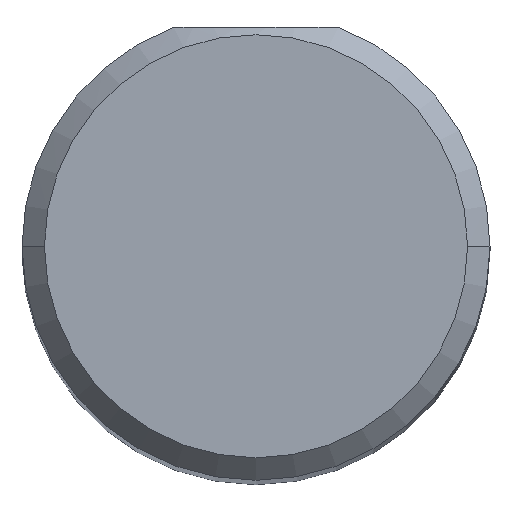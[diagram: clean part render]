
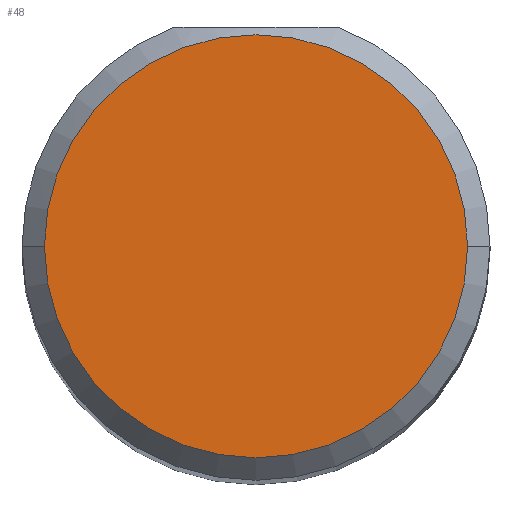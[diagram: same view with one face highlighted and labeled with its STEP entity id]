
A CAD part, top view. The second image highlights one B-rep face of the part: STEP entity #48.
In plain terms, the highlighted planar face has unit normal (0, 0, 1).
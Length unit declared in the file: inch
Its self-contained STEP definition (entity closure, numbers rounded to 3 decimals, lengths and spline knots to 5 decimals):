
#21 = DIRECTION ( 'NONE',  ( -1., 0., 0. ) ) ;
#23 = CARTESIAN_POINT ( 'NONE',  ( 0.625, 0., 2.5 ) ) ;
#30 = AXIS2_PLACEMENT_3D ( 'NONE', #179, #98, #351 ) ;
#33 = CIRCLE ( 'NONE', #166, 0.14125 ) ;
#48 = ADVANCED_FACE ( 'NONE', ( #391 ), #381, .T. ) ;
#98 = DIRECTION ( 'NONE',  ( 0., 0., 1. ) ) ;
#99 = CARTESIAN_POINT ( 'NONE',  ( 0.48375, 0., 2.5 ) ) ;
#106 = DIRECTION ( 'NONE',  ( -1., 0., 0. ) ) ;
#108 = EDGE_LOOP ( 'NONE', ( #386, #226 ) ) ;
#166 = AXIS2_PLACEMENT_3D ( 'NONE', #23, #409, #21 ) ;
#179 = CARTESIAN_POINT ( 'NONE',  ( 0.625, 0., 2.5 ) ) ;
#226 = ORIENTED_EDGE ( 'NONE', *, *, #482, .F. ) ;
#232 = DIRECTION ( 'NONE',  ( 0., 0., -1. ) ) ;
#337 = VERTEX_POINT ( 'NONE', #441 ) ;
#339 = VERTEX_POINT ( 'NONE', #99 ) ;
#351 = DIRECTION ( 'NONE',  ( -1., 0., 0. ) ) ;
#381 = PLANE ( 'NONE',  #30 ) ;
#384 = EDGE_CURVE ( 'NONE', #337, #339, #530, .T. ) ;
#386 = ORIENTED_EDGE ( 'NONE', *, *, #384, .F. ) ;
#391 = FACE_OUTER_BOUND ( 'NONE', #108, .T. ) ;
#409 = DIRECTION ( 'NONE',  ( 0., 0., -1. ) ) ;
#441 = CARTESIAN_POINT ( 'NONE',  ( 0.76625, 0., 2.5 ) ) ;
#482 = EDGE_CURVE ( 'NONE', #339, #337, #33, .T. ) ;
#488 = CARTESIAN_POINT ( 'NONE',  ( 0.625, 0., 2.5 ) ) ;
#530 = CIRCLE ( 'NONE', #538, 0.14125 ) ;
#538 = AXIS2_PLACEMENT_3D ( 'NONE', #488, #232, #106 ) ;
